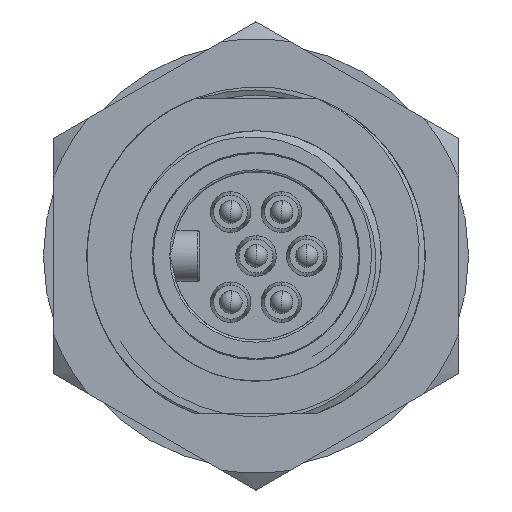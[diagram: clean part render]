
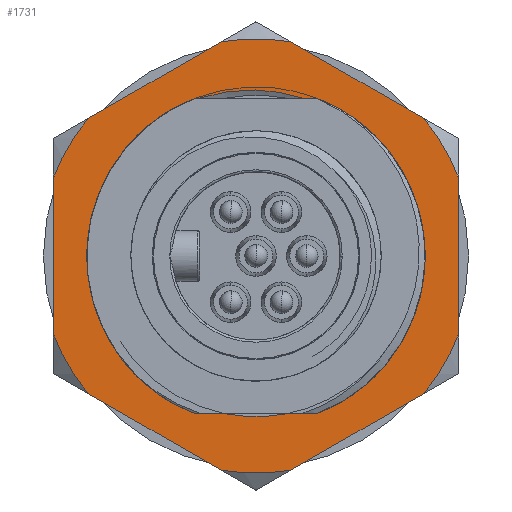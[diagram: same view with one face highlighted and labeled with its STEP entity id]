
A CAD part, left-side view. The second image highlights one B-rep face of the part: STEP entity #1731.
In plain terms, the highlighted planar face has unit normal (-1, 0, 0).
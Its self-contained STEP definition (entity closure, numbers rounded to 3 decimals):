
#310=B_SPLINE_CURVE_WITH_KNOTS('',3,(#11316,#11317,#11318,#11319),
 .UNSPECIFIED.,.F.,.F.,(4,4),(0.,1.),.UNSPECIFIED.);
#311=B_SPLINE_CURVE_WITH_KNOTS('',3,(#11320,#11321,#11322,#11323),
 .UNSPECIFIED.,.F.,.F.,(4,4),(0.,1.),.UNSPECIFIED.);
#312=B_SPLINE_CURVE_WITH_KNOTS('',3,(#11325,#11326,#11327,#11328,#11329,
#11330),.UNSPECIFIED.,.F.,.F.,(4,2,4),(0.,0.5,1.),.UNSPECIFIED.);
#313=B_SPLINE_CURVE_WITH_KNOTS('',3,(#11340,#11341,#11342,#11343,#11344),
 .UNSPECIFIED.,.F.,.F.,(4,1,4),(0.,0.5,1.),.UNSPECIFIED.);
#1099=LINE('',#11077,#1418);
#1113=LINE('',#11290,#1432);
#1114=LINE('',#11295,#1433);
#1115=LINE('',#11299,#1434);
#1116=LINE('',#11303,#1435);
#1117=LINE('',#11307,#1436);
#1118=LINE('',#11311,#1437);
#1119=LINE('',#11315,#1438);
#1120=LINE('',#11332,#1439);
#1121=LINE('',#11336,#1440);
#1418=VECTOR('',#8077,1.);
#1432=VECTOR('',#8091,1.);
#1433=VECTOR('',#8096,1.);
#1434=VECTOR('',#8099,1.);
#1435=VECTOR('',#8102,1.);
#1436=VECTOR('',#8105,1.);
#1437=VECTOR('',#8108,1.);
#1438=VECTOR('',#8111,1.);
#1439=VECTOR('',#8112,1.);
#1440=VECTOR('',#8115,1.);
#1731=ADVANCED_FACE('',(#2248,#2249),#2135,.F.);
#2135=PLANE('',#7216);
#2248=FACE_BOUND('',#2408,.T.);
#2249=FACE_BOUND('',#2409,.T.);
#2408=EDGE_LOOP('',(#3075,#3076,#3077,#3078,#3079,#3080,#3081,#3082,#3083,
#3084,#3085,#3086));
#2409=EDGE_LOOP('',(#3087,#3088,#3089,#3090,#3091,#3092,#3093,#3094,#3095,
#3096));
#3075=ORIENTED_EDGE('',*,*,#5817,.F.);
#3076=ORIENTED_EDGE('',*,*,#5818,.F.);
#3077=ORIENTED_EDGE('',*,*,#5819,.F.);
#3078=ORIENTED_EDGE('',*,*,#5820,.T.);
#3079=ORIENTED_EDGE('',*,*,#5821,.F.);
#3080=ORIENTED_EDGE('',*,*,#5822,.F.);
#3081=ORIENTED_EDGE('',*,*,#5823,.F.);
#3082=ORIENTED_EDGE('',*,*,#5824,.F.);
#3083=ORIENTED_EDGE('',*,*,#5825,.F.);
#3084=ORIENTED_EDGE('',*,*,#5826,.T.);
#3085=ORIENTED_EDGE('',*,*,#5827,.F.);
#3086=ORIENTED_EDGE('',*,*,#5828,.F.);
#3087=ORIENTED_EDGE('',*,*,#5829,.T.);
#3088=ORIENTED_EDGE('',*,*,#5778,.T.);
#3089=ORIENTED_EDGE('',*,*,#5830,.T.);
#3090=ORIENTED_EDGE('',*,*,#5831,.T.);
#3091=ORIENTED_EDGE('',*,*,#5832,.T.);
#3092=ORIENTED_EDGE('',*,*,#5833,.F.);
#3093=ORIENTED_EDGE('',*,*,#5834,.T.);
#3094=ORIENTED_EDGE('',*,*,#5835,.T.);
#3095=ORIENTED_EDGE('',*,*,#5836,.T.);
#3096=ORIENTED_EDGE('',*,*,#5816,.T.);
#5027=VERTEX_POINT('',#10827);
#5069=VERTEX_POINT('',#11076);
#5070=VERTEX_POINT('',#11078);
#5107=VERTEX_POINT('',#11289);
#5108=VERTEX_POINT('',#11293);
#5109=VERTEX_POINT('',#11294);
#5110=VERTEX_POINT('',#11296);
#5111=VERTEX_POINT('',#11298);
#5112=VERTEX_POINT('',#11300);
#5113=VERTEX_POINT('',#11302);
#5114=VERTEX_POINT('',#11304);
#5115=VERTEX_POINT('',#11306);
#5116=VERTEX_POINT('',#11308);
#5117=VERTEX_POINT('',#11310);
#5118=VERTEX_POINT('',#11312);
#5119=VERTEX_POINT('',#11314);
#5120=VERTEX_POINT('',#11324);
#5121=VERTEX_POINT('',#11331);
#5122=VERTEX_POINT('',#11333);
#5123=VERTEX_POINT('',#11335);
#5124=VERTEX_POINT('',#11337);
#5125=VERTEX_POINT('',#11339);
#5778=EDGE_CURVE('',#5070,#5069,#1099,.T.);
#5816=EDGE_CURVE('',#5027,#5107,#1113,.T.);
#5817=EDGE_CURVE('',#5108,#5109,#6744,.T.);
#5818=EDGE_CURVE('',#5110,#5108,#1114,.T.);
#5819=EDGE_CURVE('',#5111,#5110,#6745,.T.);
#5820=EDGE_CURVE('',#5111,#5112,#1115,.T.);
#5821=EDGE_CURVE('',#5113,#5112,#6746,.T.);
#5822=EDGE_CURVE('',#5114,#5113,#1116,.T.);
#5823=EDGE_CURVE('',#5115,#5114,#6747,.T.);
#5824=EDGE_CURVE('',#5116,#5115,#1117,.T.);
#5825=EDGE_CURVE('',#5117,#5116,#6748,.T.);
#5826=EDGE_CURVE('',#5117,#5118,#1118,.T.);
#5827=EDGE_CURVE('',#5119,#5118,#6749,.T.);
#5828=EDGE_CURVE('',#5109,#5119,#1119,.T.);
#5829=EDGE_CURVE('',#5107,#5070,#310,.T.);
#5830=EDGE_CURVE('',#5069,#5120,#311,.T.);
#5831=EDGE_CURVE('',#5120,#5121,#312,.T.);
#5832=EDGE_CURVE('',#5121,#5122,#1120,.T.);
#5833=EDGE_CURVE('',#5123,#5122,#6750,.T.);
#5834=EDGE_CURVE('',#5123,#5124,#1121,.T.);
#5835=EDGE_CURVE('',#5124,#5125,#6751,.T.);
#5836=EDGE_CURVE('',#5125,#5027,#313,.T.);
#6744=CIRCLE('',#7208,19.25);
#6745=CIRCLE('',#7209,19.25);
#6746=CIRCLE('',#7210,19.25);
#6747=CIRCLE('',#7211,19.25);
#6748=CIRCLE('',#7212,19.25);
#6749=CIRCLE('',#7213,19.25);
#6750=CIRCLE('',#7214,14.25);
#6751=CIRCLE('',#7215,15.);
#7208=AXIS2_PLACEMENT_3D('',#11292,#8094,#8095);
#7209=AXIS2_PLACEMENT_3D('',#11297,#8097,#8098);
#7210=AXIS2_PLACEMENT_3D('',#11301,#8100,#8101);
#7211=AXIS2_PLACEMENT_3D('',#11305,#8103,#8104);
#7212=AXIS2_PLACEMENT_3D('',#11309,#8106,#8107);
#7213=AXIS2_PLACEMENT_3D('',#11313,#8109,#8110);
#7214=AXIS2_PLACEMENT_3D('',#11334,#8113,#8114);
#7215=AXIS2_PLACEMENT_3D('',#11338,#8116,#8117);
#7216=AXIS2_PLACEMENT_3D('',#11345,#8118,#8119);
#8077=DIRECTION('',(0.,-1.,0.));
#8091=DIRECTION('',(0.,-1.,0.));
#8094=DIRECTION('',(1.,0.,0.));
#8095=DIRECTION('',(0.,0.775,-0.633));
#8096=DIRECTION('',(0.,0.866,0.5));
#8097=DIRECTION('',(1.,0.,0.));
#8098=DIRECTION('',(0.,-0.161,-0.987));
#8099=DIRECTION('',(0.,-0.866,0.5));
#8100=DIRECTION('',(1.,0.,0.));
#8101=DIRECTION('',(0.,-0.935,-0.354));
#8102=DIRECTION('',(0.,0.,-1.));
#8103=DIRECTION('',(1.,0.,0.));
#8104=DIRECTION('',(0.,-0.775,0.633));
#8105=DIRECTION('',(0.,-0.866,-0.5));
#8106=DIRECTION('',(1.,0.,0.));
#8107=DIRECTION('',(0.,0.161,0.987));
#8108=DIRECTION('',(0.,0.866,-0.5));
#8109=DIRECTION('',(1.,0.,0.));
#8110=DIRECTION('',(0.,0.935,0.354));
#8111=DIRECTION('',(0.,0.,1.));
#8112=DIRECTION('',(0.,1.,0.));
#8113=DIRECTION('',(-1.,0.,0.));
#8114=DIRECTION('',(0.,0.186,-0.982));
#8115=DIRECTION('',(0.,1.,0.));
#8116=DIRECTION('',(1.,0.,0.));
#8117=DIRECTION('',(0.,0.359,-0.933));
#8118=DIRECTION('',(1.,0.,0.));
#8119=DIRECTION('',(0.,0.866,-0.5));
#10827=CARTESIAN_POINT('',(-15.,5.183,14.));
#11076=CARTESIAN_POINT('',(-15.,-4.343,14.));
#11077=CARTESIAN_POINT('',(-15.,-4.152,14.));
#11078=CARTESIAN_POINT('',(-15.,-4.152,14.));
#11289=CARTESIAN_POINT('',(-15.,4.99,14.));
#11290=CARTESIAN_POINT('',(-15.,5.183,14.));
#11292=CARTESIAN_POINT('',(-15.,0.,0.));
#11293=CARTESIAN_POINT('',(-15.,14.909,-12.177));
#11294=CARTESIAN_POINT('',(-15.,18.,-6.824));
#11295=CARTESIAN_POINT('',(-15.,3.091,-19.));
#11296=CARTESIAN_POINT('',(-15.,3.091,-19.));
#11297=CARTESIAN_POINT('',(-15.,0.,0.));
#11298=CARTESIAN_POINT('',(-15.,-3.091,-19.));
#11299=CARTESIAN_POINT('',(-15.,-3.091,-19.));
#11300=CARTESIAN_POINT('',(-15.,-14.909,-12.177));
#11301=CARTESIAN_POINT('',(-15.,0.,0.));
#11302=CARTESIAN_POINT('',(-15.,-18.,-6.824));
#11303=CARTESIAN_POINT('',(-15.,-18.,6.824));
#11304=CARTESIAN_POINT('',(-15.,-18.,6.824));
#11305=CARTESIAN_POINT('',(-15.,0.,0.));
#11306=CARTESIAN_POINT('',(-15.,-14.909,12.177));
#11307=CARTESIAN_POINT('',(-15.,-3.091,19.));
#11308=CARTESIAN_POINT('',(-15.,-3.091,19.));
#11309=CARTESIAN_POINT('',(-15.,0.,0.));
#11310=CARTESIAN_POINT('',(-15.,3.091,19.));
#11311=CARTESIAN_POINT('',(-15.,3.091,19.));
#11312=CARTESIAN_POINT('',(-15.,14.909,12.177));
#11313=CARTESIAN_POINT('',(-15.,0.,0.));
#11314=CARTESIAN_POINT('',(-15.,18.,6.824));
#11315=CARTESIAN_POINT('',(-15.,18.,-6.824));
#11316=CARTESIAN_POINT('',(-15.,4.99,14.));
#11317=CARTESIAN_POINT('',(-15.,2.027,14.969));
#11318=CARTESIAN_POINT('',(-15.,-1.189,14.965));
#11319=CARTESIAN_POINT('',(-15.,-4.152,14.));
#11320=CARTESIAN_POINT('',(-15.,-4.343,14.));
#11321=CARTESIAN_POINT('',(-15.,-8.88,12.449));
#11322=CARTESIAN_POINT('',(-15.,-12.482,8.613));
#11323=CARTESIAN_POINT('',(-15.,-13.686,3.97));
#11324=CARTESIAN_POINT('',(-15.,-13.686,3.97));
#11325=CARTESIAN_POINT('',(-15.,-13.686,3.97));
#11326=CARTESIAN_POINT('',(-15.,-14.818,0.454));
#11327=CARTESIAN_POINT('',(-15.,-14.514,-3.44));
#11328=CARTESIAN_POINT('',(-15.,-11.321,-10.019));
#11329=CARTESIAN_POINT('',(-15.,-8.465,-12.657));
#11330=CARTESIAN_POINT('',(-15.,-5.023,-14.));
#11331=CARTESIAN_POINT('',(-15.,-5.023,-14.));
#11332=CARTESIAN_POINT('',(-15.,-5.023,-14.));
#11333=CARTESIAN_POINT('',(-15.,-2.658,-14.));
#11334=CARTESIAN_POINT('',(-15.,0.,0.));
#11335=CARTESIAN_POINT('',(-15.,2.658,-14.));
#11336=CARTESIAN_POINT('',(-15.,2.658,-14.));
#11337=CARTESIAN_POINT('',(-15.,5.385,-14.));
#11338=CARTESIAN_POINT('',(-15.,0.,0.));
#11339=CARTESIAN_POINT('',(-15.,7.523,12.977));
#11340=CARTESIAN_POINT('',(-15.,7.523,12.977));
#11341=CARTESIAN_POINT('',(-15.,7.149,13.18));
#11342=CARTESIAN_POINT('',(-15.,6.385,13.554));
#11343=CARTESIAN_POINT('',(-15.,5.589,13.862));
#11344=CARTESIAN_POINT('',(-15.,5.183,14.));
#11345=CARTESIAN_POINT('',(-15.,0.,0.));
